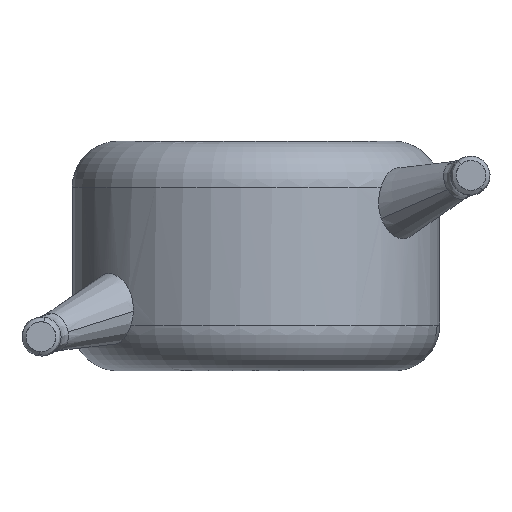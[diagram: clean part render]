
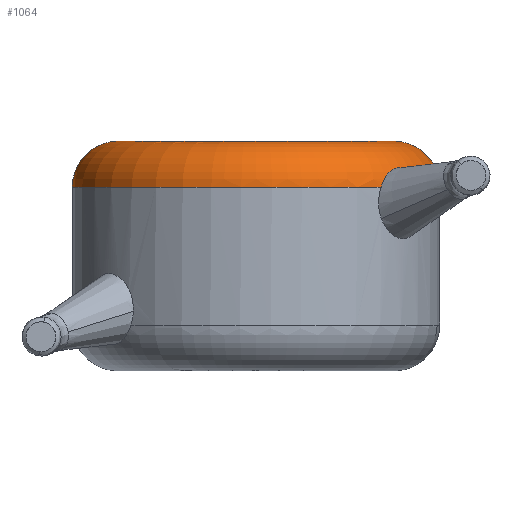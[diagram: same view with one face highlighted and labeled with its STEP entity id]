
A CAD part, front view. The second image highlights one B-rep face of the part: STEP entity #1064.
In plain terms, the highlighted toroidal (fillet/blend) face has major radius 3 mm and minor radius 1 mm.
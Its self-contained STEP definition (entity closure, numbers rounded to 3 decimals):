
#207 = AXIS2_PLACEMENT_3D ( 'NONE', #3873, #350, #709 ) ;
#220 = VERTEX_POINT ( 'NONE', #3842 ) ;
#256 = CIRCLE ( 'NONE', #1730, 4. ) ;
#284 = EDGE_CURVE ( 'NONE', #1161, #1212, #4004, .T. ) ;
#350 = DIRECTION ( 'NONE',  ( 0., 0., 1. ) ) ;
#496 = AXIS2_PLACEMENT_3D ( 'NONE', #4237, #1926, #1934 ) ;
#560 = EDGE_CURVE ( 'NONE', #3066, #1831, #4262, .T. ) ;
#591 = EDGE_CURVE ( 'NONE', #3066, #1094, #256, .T. ) ;
#649 = B_SPLINE_CURVE_WITH_KNOTS ( 'NONE', 3,
 ( #4168, #3195, #922, #3215 ),
 .UNSPECIFIED., .F., .F.,
 ( 4, 4 ),
 ( 0.002, 0.002 ),
 .UNSPECIFIED. ) ;
#709 = DIRECTION ( 'NONE',  ( 1., 0., 0. ) ) ;
#846 = EDGE_LOOP ( 'NONE', ( #3621, #2688, #1420, #1620, #1932, #2551, #3381 ) ) ;
#850 = CARTESIAN_POINT ( 'NONE',  ( 2.816, -2.809, 4.232 ) ) ;
#883 = AXIS2_PLACEMENT_3D ( 'NONE', #2570, #2261, #4253 ) ;
#893 = CIRCLE ( 'NONE', #496, 1. ) ;
#922 = CARTESIAN_POINT ( 'NONE',  ( 3.545, -1.852, 4.011 ) ) ;
#990 = CARTESIAN_POINT ( 'NONE',  ( -3., 0., 4. ) ) ;
#1064 = ADVANCED_FACE ( 'NONE', ( #2965 ), #1747, .T. ) ;
#1094 = VERTEX_POINT ( 'NONE', #2649 ) ;
#1161 = VERTEX_POINT ( 'NONE', #2215 ) ;
#1172 = CARTESIAN_POINT ( 'NONE',  ( 3.013, -2.494, 4.418 ) ) ;
#1212 = VERTEX_POINT ( 'NONE', #3704 ) ;
#1269 = CARTESIAN_POINT ( 'NONE',  ( 0., 0., 5. ) ) ;
#1315 = CARTESIAN_POINT ( 'NONE',  ( 3.434, -1.998, 4.249 ) ) ;
#1328 = CARTESIAN_POINT ( 'NONE',  ( 0., 0., 4. ) ) ;
#1351 = CIRCLE ( 'NONE', #2480, 3. ) ;
#1420 = ORIENTED_EDGE ( 'NONE', *, *, #560, .T. ) ;
#1553 = EDGE_CURVE ( 'NONE', #1161, #220, #893, .T. ) ;
#1572 = EDGE_CURVE ( 'NONE', #1886, #220, #1351, .T. ) ;
#1620 = ORIENTED_EDGE ( 'NONE', *, *, #2292, .T. ) ;
#1629 = DIRECTION ( 'NONE',  ( 0., 1., 0. ) ) ;
#1730 = AXIS2_PLACEMENT_3D ( 'NONE', #1328, #3284, #3605 ) ;
#1747 = TOROIDAL_SURFACE ( 'NONE', #207, 3., 1. ) ;
#1831 = VERTEX_POINT ( 'NONE', #2598 ) ;
#1886 = VERTEX_POINT ( 'NONE', #3682 ) ;
#1898 = DIRECTION ( 'NONE',  ( 0., 0., 1. ) ) ;
#1919 = CARTESIAN_POINT ( 'NONE',  ( 3.539, -1.863, 4.032 ) ) ;
#1926 = DIRECTION ( 'NONE',  ( 0., -1., 0. ) ) ;
#1932 = ORIENTED_EDGE ( 'NONE', *, *, #284, .F. ) ;
#1934 = DIRECTION ( 'NONE',  ( 0., 0., -1. ) ) ;
#1988 = EDGE_CURVE ( 'NONE', #1094, #1886, #2600, .T. ) ;
#2146 = CARTESIAN_POINT ( 'NONE',  ( 2.767, -2.889, 4.126 ) ) ;
#2215 = CARTESIAN_POINT ( 'NONE',  ( 4., 0., 4. ) ) ;
#2261 = DIRECTION ( 'NONE',  ( 0., 0., -1. ) ) ;
#2290 = CARTESIAN_POINT ( 'NONE',  ( 3.271, -2.173, 4.386 ) ) ;
#2292 = EDGE_CURVE ( 'NONE', #1831, #1212, #649, .T. ) ;
#2480 = AXIS2_PLACEMENT_3D ( 'NONE', #1269, #1898, #2607 ) ;
#2551 = ORIENTED_EDGE ( 'NONE', *, *, #1553, .T. ) ;
#2570 = CARTESIAN_POINT ( 'NONE',  ( 0., 0., 4. ) ) ;
#2590 = CARTESIAN_POINT ( 'NONE',  ( 3.502, -1.926, 4.149 ) ) ;
#2598 = CARTESIAN_POINT ( 'NONE',  ( 3.539, -1.863, 4.032 ) ) ;
#2600 = CIRCLE ( 'NONE', #3145, 1. ) ;
#2607 = DIRECTION ( 'NONE',  ( 1., 0., 0. ) ) ;
#2649 = CARTESIAN_POINT ( 'NONE',  ( -4., 0., 4. ) ) ;
#2688 = ORIENTED_EDGE ( 'NONE', *, *, #591, .F. ) ;
#2965 = FACE_OUTER_BOUND ( 'NONE', #846, .T. ) ;
#3066 = VERTEX_POINT ( 'NONE', #4261 ) ;
#3132 = CARTESIAN_POINT ( 'NONE',  ( 2.939, -2.61, 4.378 ) ) ;
#3145 = AXIS2_PLACEMENT_3D ( 'NONE', #990, #1629, #3933 ) ;
#3195 = CARTESIAN_POINT ( 'NONE',  ( 3.542, -1.858, 4.021 ) ) ;
#3215 = CARTESIAN_POINT ( 'NONE',  ( 3.548, -1.847, 4. ) ) ;
#3284 = DIRECTION ( 'NONE',  ( 0., 0., -1. ) ) ;
#3381 = ORIENTED_EDGE ( 'NONE', *, *, #1572, .F. ) ;
#3605 = DIRECTION ( 'NONE',  ( 1., 0., 0. ) ) ;
#3621 = ORIENTED_EDGE ( 'NONE', *, *, #1988, .F. ) ;
#3682 = CARTESIAN_POINT ( 'NONE',  ( -3., 0., 5. ) ) ;
#3704 = CARTESIAN_POINT ( 'NONE',  ( 3.548, -1.847, 4. ) ) ;
#3763 = CARTESIAN_POINT ( 'NONE',  ( 2.724, -2.929, 4. ) ) ;
#3787 = CARTESIAN_POINT ( 'NONE',  ( 3.178, -2.276, 4.422 ) ) ;
#3842 = CARTESIAN_POINT ( 'NONE',  ( 3., 0., 5. ) ) ;
#3873 = CARTESIAN_POINT ( 'NONE',  ( 0., 0., 4. ) ) ;
#3933 = DIRECTION ( 'NONE',  ( -1., 0., 0. ) ) ;
#4004 = CIRCLE ( 'NONE', #883, 4. ) ;
#4168 = CARTESIAN_POINT ( 'NONE',  ( 3.539, -1.863, 4.032 ) ) ;
#4237 = CARTESIAN_POINT ( 'NONE',  ( 3., 0., 4. ) ) ;
#4253 = DIRECTION ( 'NONE',  ( 1., 0., 0. ) ) ;
#4261 = CARTESIAN_POINT ( 'NONE',  ( 2.724, -2.929, 4. ) ) ;
#4262 = B_SPLINE_CURVE_WITH_KNOTS ( 'NONE', 3,
 ( #3763, #2146, #850, #3132, #1172, #3787, #2290, #1315, #2590, #1919 ),
 .UNSPECIFIED., .F., .F.,
 ( 4, 2, 2, 2, 4 ),
 ( 0., 0., 0.001, 0.001, 0.002 ),
 .UNSPECIFIED. ) ;
